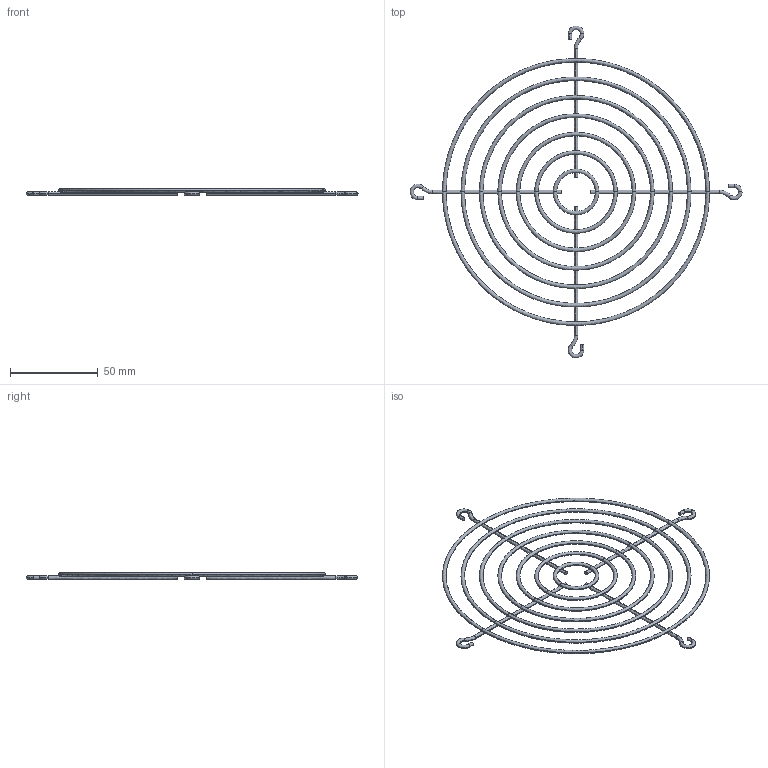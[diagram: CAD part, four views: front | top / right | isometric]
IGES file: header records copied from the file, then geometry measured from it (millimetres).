
Start section: SolidWorks IGES file using analytic representation for surfaces
Global section: file name: 5RE1502_RETE ASPIRANTE_DIC140_F762B.IGS; native system: SolidWorks 2022; preprocessor: SolidWorks 2022; author: binatti; date: 231026.110754; units: millimetre
Bounding box: 189 x 189 x 3.95 mm (x, y, z)
Surface area: 14477.8 mm2 (no closed solid volume)
Topology: 0 solids, 0 shells, 72 faces, 1503 edges, 1503 vertices
Faces by surface type: bspline 56, revolution 16
